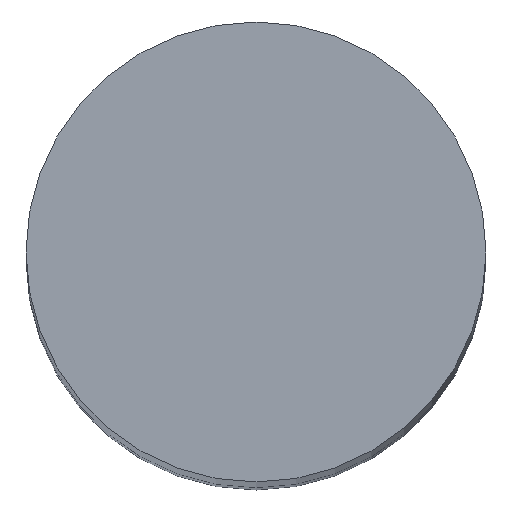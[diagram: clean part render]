
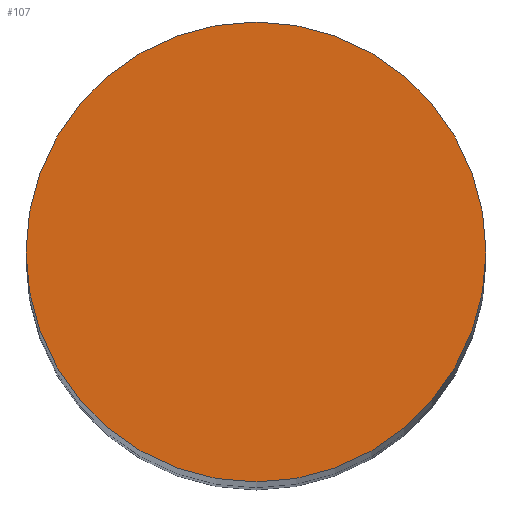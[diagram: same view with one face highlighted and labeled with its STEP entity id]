
A CAD part, top view. The second image highlights one B-rep face of the part: STEP entity #107.
In plain terms, the highlighted free-form (B-spline) face has degree [1, 1] with [2, 2] control points.
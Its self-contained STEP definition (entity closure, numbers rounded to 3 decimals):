
#19 = VERTEX_POINT('', #20);
#20 = CARTESIAN_POINT('', (-3.175, 0., 0.));
#26 = EDGE_CURVE('', #27, #19, #29, .T.);
#27 = VERTEX_POINT('', #28);
#28 = CARTESIAN_POINT('', (3.175, 0., 0.));
#29 = CIRCLE('', #30, 3.175);
#30 = AXIS2_PLACEMENT_3D('', #31, #32, #33);
#31 = CARTESIAN_POINT('', (0., 0., 0.));
#32 = DIRECTION('', (0., 0., 1.));
#33 = DIRECTION('', (1., 0., 0.));
#72 = EDGE_CURVE('', #19, #27, #73, .T.);
#73 = CIRCLE('', #74, 3.175);
#74 = AXIS2_PLACEMENT_3D('', #75, #76, #77);
#75 = CARTESIAN_POINT('', (0., 0., 0.));
#76 = DIRECTION('', (0., 0., 1.));
#77 = DIRECTION('', (-1., 0., 0.));
#107 = ADVANCED_FACE('', (#108), #112, .T.);
#108 = FACE_OUTER_BOUND('', #109, .T.);
#109 = EDGE_LOOP('', (#110, #111));
#110 = ORIENTED_EDGE('', *, *, #26, .T.);
#111 = ORIENTED_EDGE('', *, *, #72, .T.);
#112 = B_SPLINE_SURFACE_WITH_KNOTS('', 1, 1, ((#113, #114), (#115, #116)), .UNSPECIFIED., .F., .F., .U., (2, 2), (2, 2), (-3.176, 3.176), (-3.176, 3.176), .UNSPECIFIED.);
#113 = CARTESIAN_POINT('', (3.176, 3.176, 0.));
#114 = CARTESIAN_POINT('', (3.176, -3.176, 0.));
#115 = CARTESIAN_POINT('', (-3.176, 3.176, 0.));
#116 = CARTESIAN_POINT('', (-3.176, -3.176, 0.));
